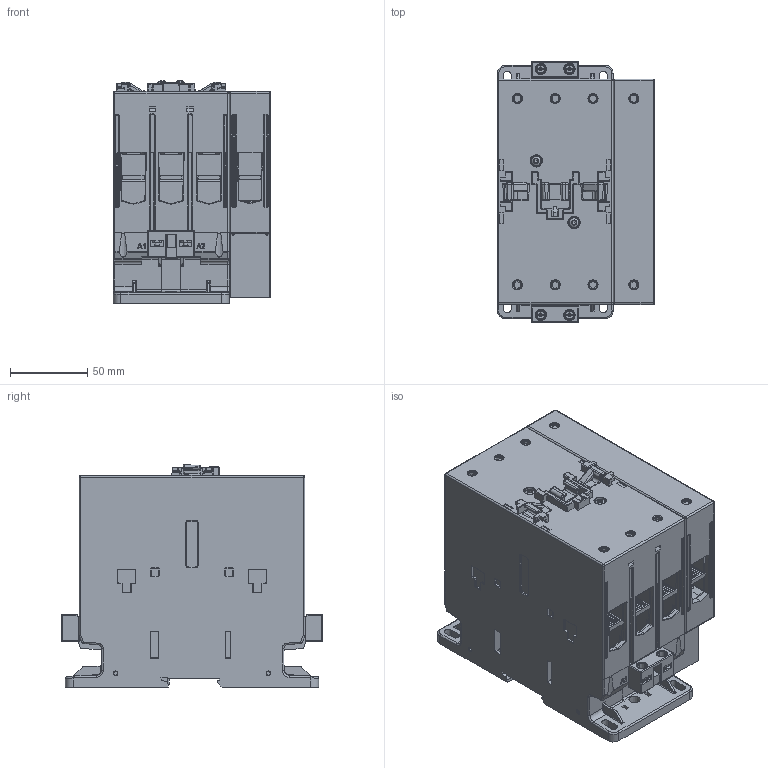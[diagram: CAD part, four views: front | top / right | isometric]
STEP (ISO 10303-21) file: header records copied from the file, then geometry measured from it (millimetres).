
FILE_DESCRIPTION(/* description */ (''),/* implementation_level */ '2;1');
FILE_NAME(/* name */ 'BFX44.stp',/* time_stamp */ '2019-06-25T17:34:13+02:00',/* author */ ('UTP'),/* organization */ (''),/* preprocessor_version */ 'ST-DEVELOPER v16.1',/* originating_system */ 'Autodesk Inventor 2016',/* authorisation */ '');
FILE_SCHEMA (('AUTOMOTIVE_DESIGN { 1 0 10303 214 3 1 1 }'));
Products named in the file (1): BF85T4...BF150T4
Bounding box: 102 x 169.35 x 144 mm (x, y, z)
Volume: 408217.6 mm3; surface area: 205382.6 mm2
Topology: 11 solids, 12 shells, 4601 faces, 11613 edges, 7224 vertices
Faces by surface type: plane 2454, cylinder 1529, bspline 308, sphere 164, torus 100, cone 46
Full cylindrical faces by diameter (mm): 2.85 x4, 3 x4, 3.4 x6, 3.48 x4, 3.54 x4
Entity records: 144386 total; most frequent: CARTESIAN_POINT 34447, DIRECTION 22866, ORIENTED_EDGE 22778, EDGE_CURVE 11389, AXIS2_PLACEMENT_3D 7661, LINE 7544, VECTOR 7544, VERTEX_POINT 7189
